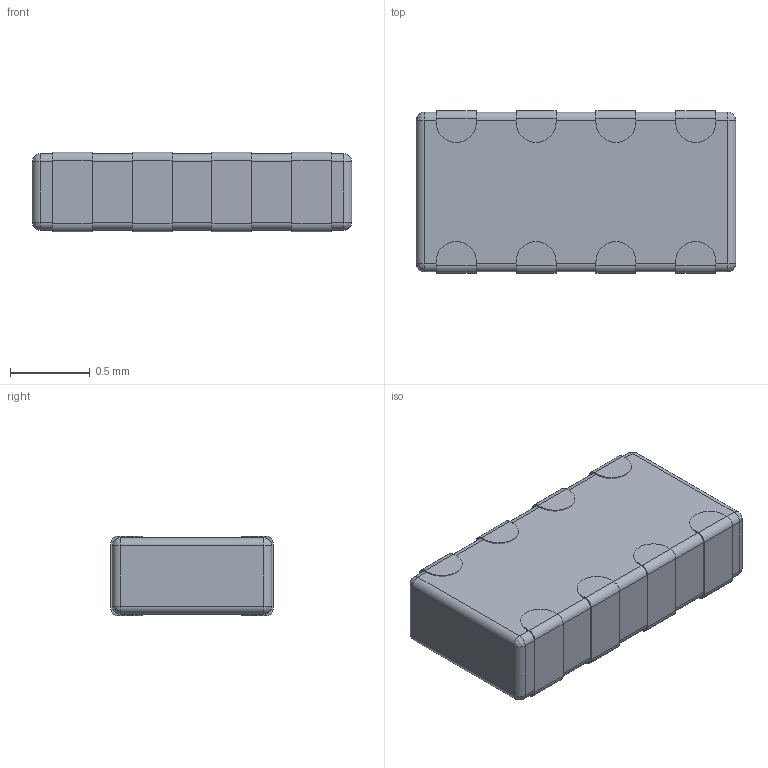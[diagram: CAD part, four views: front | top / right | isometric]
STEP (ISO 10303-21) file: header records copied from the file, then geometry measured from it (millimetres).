
FILE_DESCRIPTION (( 'STEP AP214' ), '1' );
FILE_NAME ('User Library-FB-0804-4x.STEP', '2019-11-27T13:19:46', ( '' ), ( '' ), 'SwSTEP 2.0', 'SolidWorks 2019', '' );
FILE_SCHEMA (( 'AUTOMOTIVE_DESIGN' ));
Length unit declared in the file: millimetre
Products named in the file (4): Fillet; Array; Clone_of_Array; User Library-FB-0804-4x
Assembly tree (3 placements, depth 2):
  User Library-FB-0804-4x
    Fillet
    Array
    Clone_of_Array
Bounding box: 2 x 1.02 x 0.5 mm (x, y, z)
Surface area: 10.3 mm2
Topology: 9 solids, 9 shells, 90 faces, 200 edges, 120 vertices
Faces by surface type: plane 46, cylinder 36, bspline 8
Entity records: 3702 total; most frequent: CARTESIAN_POINT 528, DIRECTION 440, ORIENTED_EDGE 384, EDGE_CURVE 192, AXIS2_PLACEMENT_3D 160, LINE 120, VECTOR 120, VERTEX_POINT 120
